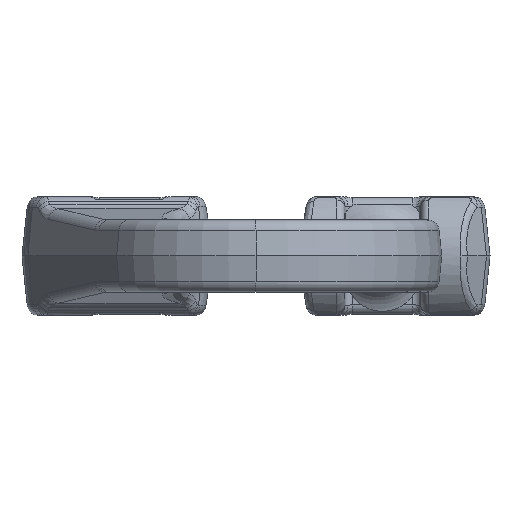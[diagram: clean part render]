
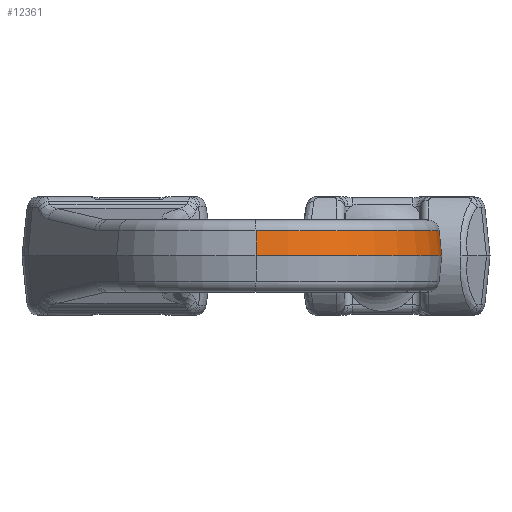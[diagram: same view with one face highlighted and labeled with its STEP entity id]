
A CAD part, front view. The second image highlights one B-rep face of the part: STEP entity #12361.
In plain terms, the highlighted conical face has half-angle 6 degrees and reference radius 51.113 mm.
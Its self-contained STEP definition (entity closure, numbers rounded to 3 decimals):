
#789=CARTESIAN_POINT('',(50.742,-29.44,7.05));
#831=CARTESIAN_POINT('',(51.459,-29.268,0.229));
#832=CARTESIAN_POINT('',(51.4,-29.253,0.794));
#833=CARTESIAN_POINT('',(51.281,-29.238,1.927));
#834=CARTESIAN_POINT('',(51.102,-29.267,3.629));
#835=CARTESIAN_POINT('',(50.922,-29.34,5.338));
#836=CARTESIAN_POINT('',(50.802,-29.407,6.479));
#837=CARTESIAN_POINT('',(50.742,-29.44,7.05));
#839=CARTESIAN_POINT('',(51.483,-29.275,
0.));
#840=CARTESIAN_POINT('',(51.479,-29.274,0.037));
#841=CARTESIAN_POINT('',(51.471,-29.271,0.113));
#842=CARTESIAN_POINT('',(51.463,-29.269,0.19));
#843=CARTESIAN_POINT('',(51.459,-29.268,0.229));
#845=CARTESIAN_POINT('',(0.,-29.212,0.));
#846=DIRECTION('',(0.,0.,1.));
#847=DIRECTION('',(0.,-1.,0.));
#848=AXIS2_PLACEMENT_3D('',#845,#846,#847);
#850=DIRECTION('',(0.,0.105,0.995));
#851=VECTOR('',#850,0.126);
#852=CARTESIAN_POINT('',(0.,-80.695,0.));
#853=LINE('',#852,#851);
#854=DIRECTION('',(0.,0.105,0.995));
#855=VECTOR('',#854,6.963);
#856=CARTESIAN_POINT('',(0.,-80.682,0.125));
#857=LINE('',#856,#855);
#858=CARTESIAN_POINT('',(0.,-29.212,7.05));
#859=DIRECTION('',(0.,0.,1.));
#860=DIRECTION('',(0.,-1.,0.));
#861=AXIS2_PLACEMENT_3D('',#858,#859,#860);
#9677=CARTESIAN_POINT('',(0.,-80.695,0.));
#9678=VERTEX_POINT('',#9677);
#9702=CARTESIAN_POINT('',(0.,-79.954,7.05));
#9704=VERTEX_POINT('',#9702);
#9877=VERTEX_POINT('',#789);
#9880=VERTEX_POINT('',#831);
#9881=VERTEX_POINT('',#839);
#10883=CARTESIAN_POINT('',(0.,-80.682,0.125));
#10884=VERTEX_POINT('',#10883);
#12345=CARTESIAN_POINT('',(0.,-29.212,3.525));
#12346=DIRECTION('',(0.,0.,-1.));
#12347=DIRECTION('',(-1.,0.,0.));
#12348=AXIS2_PLACEMENT_3D('',#12345,#12346,#12347);
#12349=CONICAL_SURFACE('',#12348,51.113,6.);
#12350=ORIENTED_EDGE('',*,*,#12310,.F.);
#12351=ORIENTED_EDGE('',*,*,#12337,.F.);
#12353=ORIENTED_EDGE('',*,*,#12352,.F.);
#12355=ORIENTED_EDGE('',*,*,#12354,.T.);
#12357=ORIENTED_EDGE('',*,*,#12356,.T.);
#12358=ORIENTED_EDGE('',*,*,#12210,.T.);
#12359=EDGE_LOOP('',(#12350,#12351,#12353,#12355,#12357,#12358));
#12360=FACE_OUTER_BOUND('',#12359,.F.);
#12361=ADVANCED_FACE('',(#12360),#12349,.T.);
#838=B_SPLINE_CURVE_WITH_KNOTS('',3,(#831,#832,#833,#834,#835,#836,#837),
.UNSPECIFIED.,.F.,.F.,(4,1,1,1,4),(0.,0.25,0.5,0.75,1.),
.UNSPECIFIED.);
#844=B_SPLINE_CURVE_WITH_KNOTS('',3,(#839,#840,#841,#842,#843),.UNSPECIFIED.,
.F.,.F.,(4,1,4),(0.,0.5,1.),.UNSPECIFIED.);
#849=CIRCLE('',#848,51.483);
#862=CIRCLE('',#861,50.742);
#12210=EDGE_CURVE('',#9704,#9877,#862,.T.);
#12310=EDGE_CURVE('',#9880,#9877,#838,.T.);
#12337=EDGE_CURVE('',#9881,#9880,#844,.T.);
#12352=EDGE_CURVE('',#9678,#9881,#849,.T.);
#12354=EDGE_CURVE('',#9678,#10884,#853,.T.);
#12356=EDGE_CURVE('',#10884,#9704,#857,.T.);
